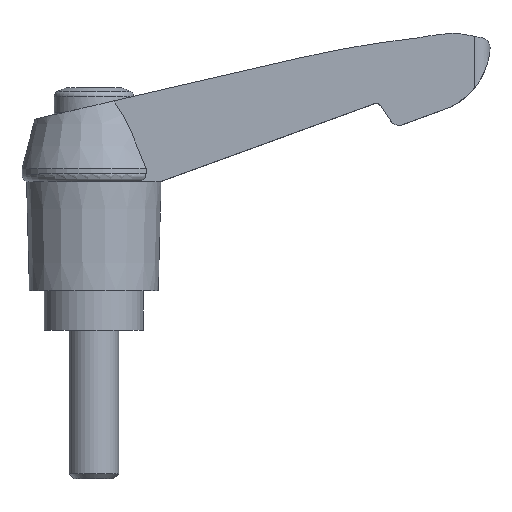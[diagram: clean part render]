
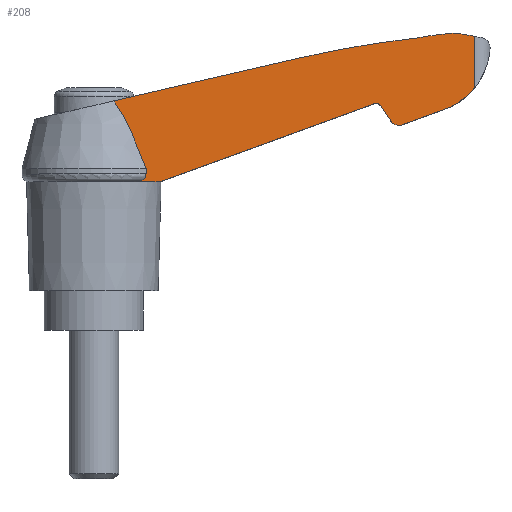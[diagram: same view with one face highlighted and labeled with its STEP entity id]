
A CAD part, top view. The second image highlights one B-rep face of the part: STEP entity #208.
In plain terms, the highlighted planar face has unit normal (0.035, 0, 0.999).
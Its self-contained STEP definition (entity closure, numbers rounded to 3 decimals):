
#208 = ADVANCED_FACE( '', ( #450 ), #451, .F. );
#450 = FACE_OUTER_BOUND( '', #721, .T. );
#451 = PLANE( '', #722 );
#721 = EDGE_LOOP( '', ( #1290, #1291, #1292, #1293, #1294, #1295, #1296, #1297, #1298, #1299, #1300, #1301, #1302, #1303, #1304 ) );
#722 = AXIS2_PLACEMENT_3D( '', #1305, #1306, #1307 );
#1290 = ORIENTED_EDGE( '', *, *, #1771, .F. );
#1291 = ORIENTED_EDGE( '', *, *, #1781, .T. );
#1292 = ORIENTED_EDGE( '', *, *, #1825, .F. );
#1293 = ORIENTED_EDGE( '', *, *, #1816, .F. );
#1294 = ORIENTED_EDGE( '', *, *, #1826, .T. );
#1295 = ORIENTED_EDGE( '', *, *, #1706, .F. );
#1296 = ORIENTED_EDGE( '', *, *, #1827, .F. );
#1297 = ORIENTED_EDGE( '', *, *, #1828, .F. );
#1298 = ORIENTED_EDGE( '', *, *, #1829, .F. );
#1299 = ORIENTED_EDGE( '', *, *, #1830, .F. );
#1300 = ORIENTED_EDGE( '', *, *, #1795, .F. );
#1301 = ORIENTED_EDGE( '', *, *, #1831, .F. );
#1302 = ORIENTED_EDGE( '', *, *, #1832, .F. );
#1303 = ORIENTED_EDGE( '', *, *, #1833, .F. );
#1304 = ORIENTED_EDGE( '', *, *, #1823, .F. );
#1305 = CARTESIAN_POINT( '', ( 0., 35., 5.157 ) );
#1306 = DIRECTION( '', ( -0.035, 0., -0.999 ) );
#1307 = DIRECTION( '', ( -0.999, 0., 0.035 ) );
#1706 = EDGE_CURVE( '', #2085, #2080, #2087, .T. );
#1771 = EDGE_CURVE( '', #2181, #2183, #2184, .T. );
#1781 = EDGE_CURVE( '', #2181, #2198, #2199, .T. );
#1795 = EDGE_CURVE( '', #2215, #2217, #2218, .T. );
#1816 = EDGE_CURVE( '', #2245, #2239, #2247, .T. );
#1823 = EDGE_CURVE( '', #2183, #2254, #2257, .T. );
#1825 = EDGE_CURVE( '', #2239, #2198, #2259, .T. );
#1826 = EDGE_CURVE( '', #2245, #2080, #2260, .T. );
#1827 = EDGE_CURVE( '', #2261, #2085, #2262, .T. );
#1828 = EDGE_CURVE( '', #2263, #2261, #2264, .T. );
#1829 = EDGE_CURVE( '', #2265, #2263, #2266, .T. );
#1830 = EDGE_CURVE( '', #2217, #2265, #2267, .T. );
#1831 = EDGE_CURVE( '', #2268, #2215, #2269, .T. );
#1832 = EDGE_CURVE( '', #2270, #2268, #2271, .T. );
#1833 = EDGE_CURVE( '', #2254, #2270, #2272, .T. );
#2080 = VERTEX_POINT( '', #2654 );
#2085 = VERTEX_POINT( '', #2661 );
#2087 = LINE( '', #2664, #2665 );
#2181 = VERTEX_POINT( '', #2792 );
#2183 = VERTEX_POINT( '', #2794 );
#2184 = LINE( '', #2795, #2796 );
#2198 = VERTEX_POINT( '', #2814 );
#2199 = B_SPLINE_CURVE_WITH_KNOTS( '', 3, ( #2815, #2816, #2817, #2818, #2819, #2820 ), .UNSPECIFIED., .F., .F., ( 4, 2, 4 ), ( 0., 0.001, 0.001 ), .UNSPECIFIED. );
#2215 = VERTEX_POINT( '', #2847 );
#2217 = VERTEX_POINT( '', #2850 );
#2218 = ELLIPSE( '', #2851, 31.019, 31. );
#2239 = VERTEX_POINT( '', #2883 );
#2245 = VERTEX_POINT( '', #2892 );
#2247 = LINE( '', #2895, #2896 );
#2254 = VERTEX_POINT( '', #2913 );
#2257 = B_SPLINE_CURVE_WITH_KNOTS( '', 3, ( #2925, #2926, #2927, #2928, #2929, #2930, #2931, #2932, #2933, #2934 ), .UNSPECIFIED., .F., .F., ( 4, 2, 2, 2, 4 ), ( 0., 0.004, 0.006, 0.007, 0.008 ), .UNSPECIFIED. );
#2259 = LINE( '', #2936, #2937 );
#2260 = ELLIPSE( '', #2938, 0.5, 0.5 );
#2261 = VERTEX_POINT( '', #2939 );
#2262 = ELLIPSE( '', #2940, 1.001, 1. );
#2263 = VERTEX_POINT( '', #2941 );
#2264 = LINE( '', #2942, #2943 );
#2265 = VERTEX_POINT( '', #2944 );
#2266 = ELLIPSE( '', #2945, 7.004, 7. );
#2267 = LINE( '', #2946, #2947 );
#2268 = VERTEX_POINT( '', #2948 );
#2269 = ELLIPSE( '', #2949, 29.818, 29.8 );
#2270 = VERTEX_POINT( '', #2950 );
#2271 = ELLIPSE( '', #2951, 105.065, 105. );
#2272 = LINE( '', #2952, #2953 );
#2654 = CARTESIAN_POINT( '', ( 28.929, 22.687, 4.139 ) );
#2661 = CARTESIAN_POINT( '', ( 29.977, 21.134, 4.102 ) );
#2664 = CARTESIAN_POINT( '', ( 28.895, 22.738, 4.141 ) );
#2665 = VECTOR( '', #3200, 1000. );
#2792 = CARTESIAN_POINT( '', ( 5.277, 15.772, 4.971 ) );
#2794 = CARTESIAN_POINT( '', ( 5.277, 16.3, 4.971 ) );
#2795 = CARTESIAN_POINT( '', ( 5.277, 44.198, 4.971 ) );
#2796 = VECTOR( '', #3291, 1000. );
#2814 = CARTESIAN_POINT( '', ( 4.596, 15., 4.995 ) );
#2815 = CARTESIAN_POINT( '', ( 5.277, 15.772, 4.971 ) );
#2816 = CARTESIAN_POINT( '', ( 5.273, 15.588, 4.971 ) );
#2817 = CARTESIAN_POINT( '', ( 5.185, 15.415, 4.974 ) );
#2818 = CARTESIAN_POINT( '', ( 4.931, 15.154, 4.983 ) );
#2819 = CARTESIAN_POINT( '', ( 4.769, 15.062, 4.989 ) );
#2820 = CARTESIAN_POINT( '', ( 4.596, 15., 4.995 ) );
#2847 = CARTESIAN_POINT( '', ( 36.6, 30., 3.87 ) );
#2850 = CARTESIAN_POINT( '', ( 38.456, 29.67, 3.804 ) );
#2851 = AXIS2_PLACEMENT_3D( '', #3314, #3315, #3316 );
#2883 = CARTESIAN_POINT( '', ( 6.7, 15., 4.921 ) );
#2892 = CARTESIAN_POINT( '', ( 28.344, 22.878, 4.16 ) );
#2895 = CARTESIAN_POINT( '', ( 6.628, 14.974, 4.924 ) );
#2896 = VECTOR( '', #3338, 1000. );
#2913 = CARTESIAN_POINT( '', ( 2.014, 23.149, 5.086 ) );
#2925 = CARTESIAN_POINT( '', ( 5.277, 16.3, 4.971 ) );
#2926 = CARTESIAN_POINT( '', ( 4.838, 17.49, 4.987 ) );
#2927 = CARTESIAN_POINT( '', ( 4.376, 18.673, 5.003 ) );
#2928 = CARTESIAN_POINT( '', ( 3.6, 20.41, 5.03 ) );
#2929 = CARTESIAN_POINT( '', ( 3.327, 20.983, 5.04 ) );
#2930 = CARTESIAN_POINT( '', ( 2.876, 21.822, 5.056 ) );
#2931 = CARTESIAN_POINT( '', ( 2.72, 22.097, 5.061 ) );
#2932 = CARTESIAN_POINT( '', ( 2.385, 22.636, 5.073 ) );
#2933 = CARTESIAN_POINT( '', ( 2.207, 22.899, 5.079 ) );
#2934 = CARTESIAN_POINT( '', ( 2.014, 23.149, 5.086 ) );
#2936 = CARTESIAN_POINT( '', ( -0.074, 15., 5.159 ) );
#2937 = VECTOR( '', #3343, 1000. );
#2938 = AXIS2_PLACEMENT_3D( '', #3344, #3345, #3346 );
#2939 = CARTESIAN_POINT( '', ( 31.148, 20.754, 4.061 ) );
#2940 = AXIS2_PLACEMENT_3D( '', #3347, #3348, #3349 );
#2941 = CARTESIAN_POINT( '', ( 35.1, 22.192, 3.922 ) );
#2942 = CARTESIAN_POINT( '', ( 31.049, 20.718, 4.065 ) );
#2943 = VECTOR( '', #3350, 1000. );
#2944 = CARTESIAN_POINT( '', ( 38.456, 24.475, 3.804 ) );
#2945 = AXIS2_PLACEMENT_3D( '', #3351, #3352, #3353 );
#2946 = CARTESIAN_POINT( '', ( 38.456, 35., 3.804 ) );
#2947 = VECTOR( '', #3354, 1000. );
#2948 = CARTESIAN_POINT( '', ( 32.6, 29.5, 4.01 ) );
#2949 = AXIS2_PLACEMENT_3D( '', #3355, #3356, #3357 );
#2950 = CARTESIAN_POINT( '', ( 21., 27.532, 4.418 ) );
#2951 = AXIS2_PLACEMENT_3D( '', #3358, #3359, #3360 );
#2952 = CARTESIAN_POINT( '', ( 20.906, 27.511, 4.422 ) );
#2953 = VECTOR( '', #3361, 1000. );
#3200 = DIRECTION( '', ( -0.559, 0.829, 0.02 ) );
#3291 = DIRECTION( '', ( 0., 1., 0. ) );
#3314 = CARTESIAN_POINT( '', ( 32.097, -0.671, 4.028 ) );
#3315 = DIRECTION( '', ( -0.035, 0., -0.999 ) );
#3316 = DIRECTION( '', ( 0.999, 0., -0.035 ) );
#3338 = DIRECTION( '', ( -0.939, -0.342, 0.033 ) );
#3343 = DIRECTION( '', ( -0.999, 0., 0.035 ) );
#3344 = CARTESIAN_POINT( '', ( 28.515, 22.408, 4.154 ) );
#3345 = DIRECTION( '', ( -0.035, 0., -0.999 ) );
#3346 = DIRECTION( '', ( 0.999, 0., -0.035 ) );
#3347 = CARTESIAN_POINT( '', ( 30.806, 21.694, 4.073 ) );
#3348 = DIRECTION( '', ( -0.035, 0., -0.999 ) );
#3349 = DIRECTION( '', ( 0.999, 0., -0.035 ) );
#3350 = DIRECTION( '', ( -0.939, -0.342, 0.033 ) );
#3351 = CARTESIAN_POINT( '', ( 33.01, 28.873, 3.996 ) );
#3352 = DIRECTION( '', ( -0.035, 0., -0.999 ) );
#3353 = DIRECTION( '', ( 0.999, 0., -0.035 ) );
#3354 = DIRECTION( '', ( 0., -1., 0. ) );
#3355 = CARTESIAN_POINT( '', ( 38.288, 0.248, 3.81 ) );
#3356 = DIRECTION( '', ( -0.035, 0., -0.999 ) );
#3357 = DIRECTION( '', ( 0.999, 0., -0.035 ) );
#3358 = CARTESIAN_POINT( '', ( 44.332, -74.843, 3.598 ) );
#3359 = DIRECTION( '', ( -0.035, 0., -0.999 ) );
#3360 = DIRECTION( '', ( 0.999, 0., -0.035 ) );
#3361 = DIRECTION( '', ( 0.974, 0.225, -0.034 ) );
